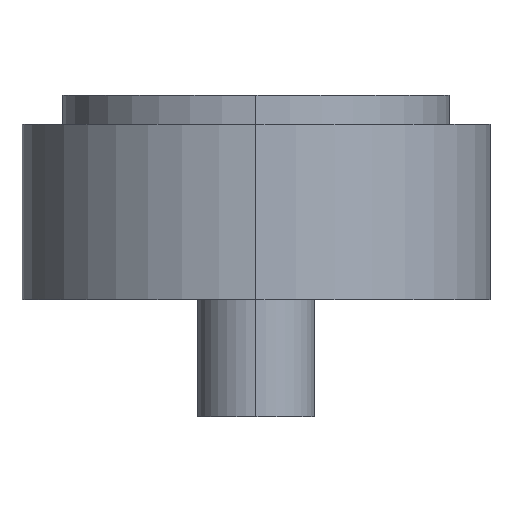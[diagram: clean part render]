
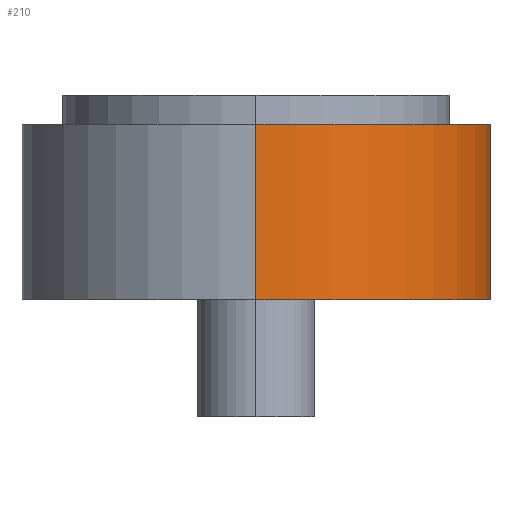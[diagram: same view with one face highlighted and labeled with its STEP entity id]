
A CAD part, left-side view. The second image highlights one B-rep face of the part: STEP entity #210.
In plain terms, the highlighted cylindrical face has radius 20 mm (diameter 40 mm), a partial arc.
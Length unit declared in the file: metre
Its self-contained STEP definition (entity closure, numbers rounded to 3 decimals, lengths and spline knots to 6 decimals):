
#41 = AXIS2_PLACEMENT_3D ( 'NONE', #464, #229, #330 ) ;
#56 = CARTESIAN_POINT ( 'NONE',  ( -0.085, 0., 0.0075 ) ) ;
#79 = ORIENTED_EDGE ( 'NONE', *, *, #495, .F. ) ;
#105 = CARTESIAN_POINT ( 'NONE',  ( -0.081984, -0.019771, -0.0075 ) ) ;
#123 = ORIENTED_EDGE ( 'NONE', *, *, #279, .T. ) ;
#140 = LINE ( 'NONE', #468, #427 ) ;
#155 = CARTESIAN_POINT ( 'NONE',  ( -0.105, 0., 0.0075 ) ) ;
#175 = VERTEX_POINT ( 'NONE', #105 ) ;
#188 = EDGE_LOOP ( 'NONE', ( #79, #123, #492, #469 ) ) ;
#196 = DIRECTION ( 'NONE',  ( 1., 0., 0. ) ) ;
#197 = VECTOR ( 'NONE', #428, 1. ) ;
#210 = ADVANCED_FACE ( 'NONE', ( #472 ), #303, .T. ) ;
#224 = CARTESIAN_POINT ( 'NONE',  ( -0.105, 0., 0.0075 ) ) ;
#229 = DIRECTION ( 'NONE',  ( 0., 0., 1. ) ) ;
#233 = AXIS2_PLACEMENT_3D ( 'NONE', #357, #437, #196 ) ;
#237 = VERTEX_POINT ( 'NONE', #424 ) ;
#249 = VERTEX_POINT ( 'NONE', #262 ) ;
#252 = DIRECTION ( 'NONE',  ( -1., 0., 0. ) ) ;
#262 = CARTESIAN_POINT ( 'NONE',  ( -0.081984, -0.019771, 0.0075 ) ) ;
#263 = CIRCLE ( 'NONE', #41, 0.02 ) ;
#279 = EDGE_CURVE ( 'NONE', #456, #237, #466, .T. ) ;
#303 = CYLINDRICAL_SURFACE ( 'NONE', #508, 0.02 ) ;
#330 = DIRECTION ( 'NONE',  ( 1., 0., 0. ) ) ;
#342 = DIRECTION ( 'NONE',  ( 0., 0., -1. ) ) ;
#357 = CARTESIAN_POINT ( 'NONE',  ( -0.085, 0., -0.0075 ) ) ;
#424 = CARTESIAN_POINT ( 'NONE',  ( -0.105, 0., -0.0075 ) ) ;
#427 = VECTOR ( 'NONE', #474, 1. ) ;
#428 = DIRECTION ( 'NONE',  ( 0., 0., -1. ) ) ;
#431 = EDGE_CURVE ( 'NONE', #237, #175, #493, .T. ) ;
#437 = DIRECTION ( 'NONE',  ( 0., 0., 1. ) ) ;
#456 = VERTEX_POINT ( 'NONE', #155 ) ;
#464 = CARTESIAN_POINT ( 'NONE',  ( -0.085, 0., 0.0075 ) ) ;
#466 = LINE ( 'NONE', #224, #197 ) ;
#468 = CARTESIAN_POINT ( 'NONE',  ( -0.081984, -0.019771, 0.0075 ) ) ;
#469 = ORIENTED_EDGE ( 'NONE', *, *, #482, .F. ) ;
#472 = FACE_OUTER_BOUND ( 'NONE', #188, .T. ) ;
#474 = DIRECTION ( 'NONE',  ( 0., 0., -1. ) ) ;
#482 = EDGE_CURVE ( 'NONE', #249, #175, #140, .T. ) ;
#492 = ORIENTED_EDGE ( 'NONE', *, *, #431, .T. ) ;
#493 = CIRCLE ( 'NONE', #233, 0.02 ) ;
#495 = EDGE_CURVE ( 'NONE', #456, #249, #263, .T. ) ;
#508 = AXIS2_PLACEMENT_3D ( 'NONE', #56, #342, #252 ) ;
